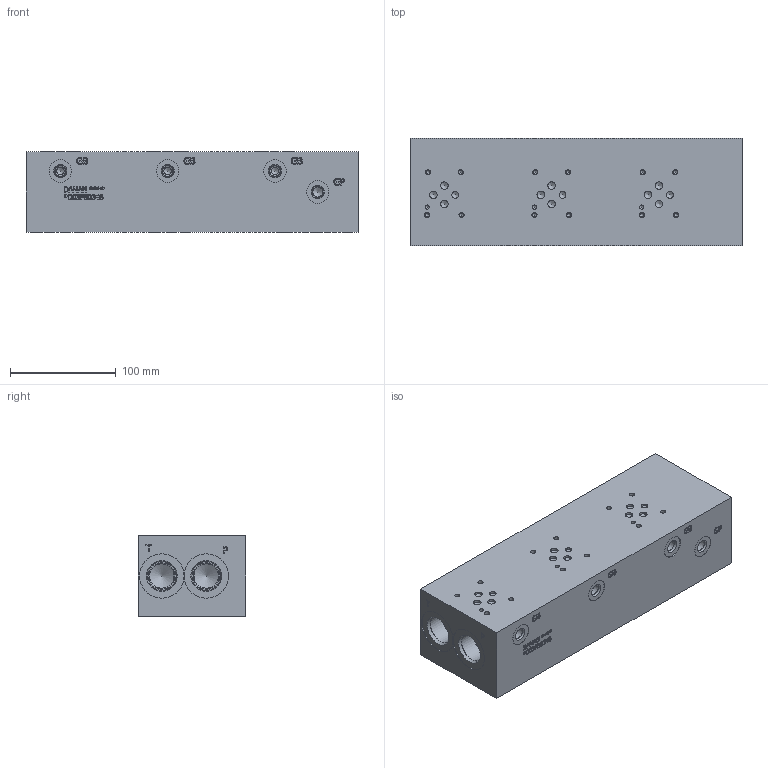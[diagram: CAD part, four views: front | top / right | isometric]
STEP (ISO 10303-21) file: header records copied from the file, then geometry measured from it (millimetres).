
FILE_DESCRIPTION(/* description */ (''),/* implementation_level */ '2;1');
FILE_NAME(/* name */ '_D03PB034S.stp',/* time_stamp */ '2021-01-22T16:47:44-05:00',/* author */ ('devonn'),/* organization */ (''),/* preprocessor_version */ 'ST-DEVELOPER v17',/* originating_system */ 'Autodesk Inventor 2019',/* authorisation */ '');
FILE_SCHEMA (('AUTOMOTIVE_DESIGN { 1 0 10303 214 3 1 1 }'));
Length unit declared in the file: millimetre
Products named in the file (1): Part_AD03PB034S_3D
Bounding box: 314.32 x 101.6 x 76.2 mm (x, y, z)
Volume: 2267031.2 mm3; surface area: 160210.3 mm2
Topology: 1 solids, 1 shells, 1135 faces, 3097 edges, 2095 vertices
Faces by surface type: plane 567, bspline 330, cylinder 133, cone 105
Full cylindrical faces by diameter (mm): 3.785 x12, 3.962 x3, 4.826 x12, 6.35 x3, 7.137 x15, 7.925 x4, 9.525 x5, 9.881 x7, 11.125 x7, 15.875 x6, 17.501 x6, 19.05 x6, 19.253 x6, 21.285 x7, 23.012 x4, 24.917 x6, 26.99 x6, 27.432 x6, 30.632 x6, 42.037 x6
Entity records: 38311 total; most frequent: CARTESIAN_POINT 10568, ORIENTED_EDGE 6094, DIRECTION 4516, EDGE_CURVE 3047, VERTEX_POINT 2095, LINE 1870, VECTOR 1870, AXIS2_PLACEMENT_3D 1323
